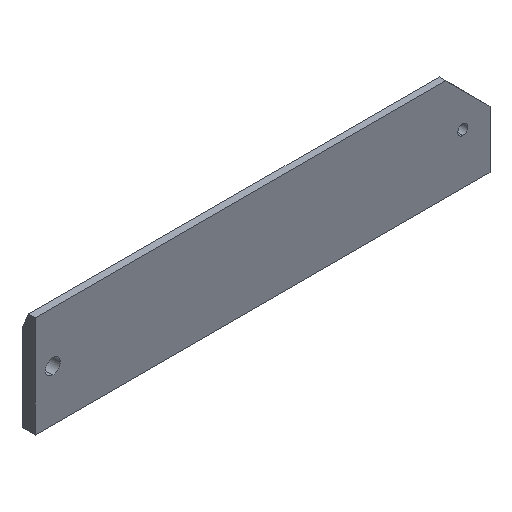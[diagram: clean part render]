
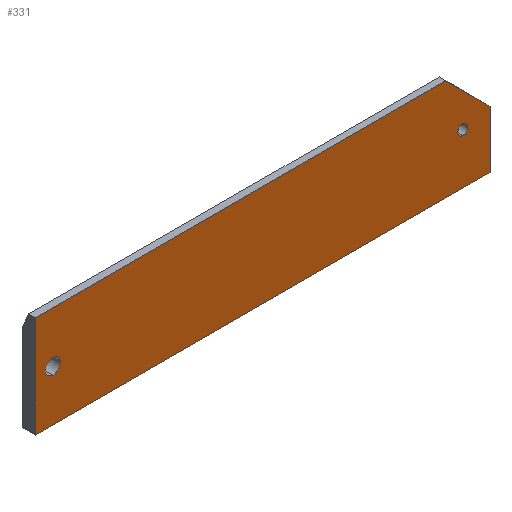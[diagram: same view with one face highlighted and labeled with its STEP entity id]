
A CAD part, isometric view. The second image highlights one B-rep face of the part: STEP entity #331.
In plain terms, the highlighted planar face has unit normal (0, -1, 0).
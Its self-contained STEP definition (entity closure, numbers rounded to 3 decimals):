
#6 = EDGE_CURVE ( 'NONE', #510, #362, #297, .T. ) ;
#11 = VECTOR ( 'NONE', #293, 1000. ) ;
#17 = FACE_BOUND ( 'NONE', #286, .T. ) ;
#26 = VERTEX_POINT ( 'NONE', #68 ) ;
#46 = ORIENTED_EDGE ( 'NONE', *, *, #96, .F. ) ;
#57 = CARTESIAN_POINT ( 'NONE',  ( 0., 0., -23. ) ) ;
#59 = DIRECTION ( 'NONE',  ( 0., 0., -1. ) ) ;
#65 = CARTESIAN_POINT ( 'NONE',  ( 4., 0., -11.5 ) ) ;
#68 = CARTESIAN_POINT ( 'NONE',  ( 93., 0., 0. ) ) ;
#73 = EDGE_CURVE ( 'NONE', #356, #326, #140, .T. ) ;
#81 = VERTEX_POINT ( 'NONE', #238 ) ;
#91 = DIRECTION ( 'NONE',  ( 0.707, 0., -0.707 ) ) ;
#96 = EDGE_CURVE ( 'NONE', #326, #26, #230, .T. ) ;
#97 = ORIENTED_EDGE ( 'NONE', *, *, #243, .F. ) ;
#117 = CARTESIAN_POINT ( 'NONE',  ( 96.85, 0., -11.5 ) ) ;
#120 = AXIS2_PLACEMENT_3D ( 'NONE', #396, #181, #475 ) ;
#122 = CARTESIAN_POINT ( 'NONE',  ( 103., 0., -10. ) ) ;
#140 = LINE ( 'NONE', #456, #320 ) ;
#151 = ORIENTED_EDGE ( 'NONE', *, *, #453, .F. ) ;
#153 = DIRECTION ( 'NONE',  ( 0., 0., -1. ) ) ;
#156 = VERTEX_POINT ( 'NONE', #122 ) ;
#181 = DIRECTION ( 'NONE',  ( 0., -1., 0. ) ) ;
#189 = CARTESIAN_POINT ( 'NONE',  ( 96.85, 0., -10.35 ) ) ;
#193 = CARTESIAN_POINT ( 'NONE',  ( 0., 0., -23. ) ) ;
#212 = PLANE ( 'NONE',  #421 ) ;
#217 = EDGE_CURVE ( 'NONE', #26, #156, #531, .T. ) ;
#219 = CARTESIAN_POINT ( 'NONE',  ( 96.85, 0., -12.65 ) ) ;
#230 = LINE ( 'NONE', #244, #292 ) ;
#238 = CARTESIAN_POINT ( 'NONE',  ( 4., 0., -13.2 ) ) ;
#243 = EDGE_CURVE ( 'NONE', #156, #260, #407, .T. ) ;
#244 = CARTESIAN_POINT ( 'NONE',  ( 0., 0., 0. ) ) ;
#260 = VERTEX_POINT ( 'NONE', #430 ) ;
#270 = ORIENTED_EDGE ( 'NONE', *, *, #73, .F. ) ;
#286 = EDGE_LOOP ( 'NONE', ( #414, #375 ) ) ;
#292 = VECTOR ( 'NONE', #460, 1000. ) ;
#293 = DIRECTION ( 'NONE',  ( 0., 0., -1. ) ) ;
#296 = ORIENTED_EDGE ( 'NONE', *, *, #522, .F. ) ;
#297 = CIRCLE ( 'NONE', #313, 1.15 ) ;
#306 = CARTESIAN_POINT ( 'NONE',  ( 4., 0., -9.8 ) ) ;
#307 = DIRECTION ( 'NONE',  ( 0., -1., 0. ) ) ;
#310 = FACE_OUTER_BOUND ( 'NONE', #466, .T. ) ;
#313 = AXIS2_PLACEMENT_3D ( 'NONE', #117, #450, #316 ) ;
#316 = DIRECTION ( 'NONE',  ( 0., 0., -1. ) ) ;
#320 = VECTOR ( 'NONE', #420, 1000. ) ;
#326 = VERTEX_POINT ( 'NONE', #513 ) ;
#331 = ADVANCED_FACE ( 'NONE', ( #17, #428, #310 ), #212, .T. ) ;
#336 = CARTESIAN_POINT ( 'NONE',  ( 93., 0., 0. ) ) ;
#345 = VECTOR ( 'NONE', #487, 1000. ) ;
#347 = DIRECTION ( 'NONE',  ( 0., -1., 0. ) ) ;
#348 = ORIENTED_EDGE ( 'NONE', *, *, #491, .F. ) ;
#349 = VERTEX_POINT ( 'NONE', #306 ) ;
#356 = VERTEX_POINT ( 'NONE', #57 ) ;
#357 = DIRECTION ( 'NONE',  ( 0., 0., -1. ) ) ;
#362 = VERTEX_POINT ( 'NONE', #219 ) ;
#375 = ORIENTED_EDGE ( 'NONE', *, *, #6, .F. ) ;
#379 = CARTESIAN_POINT ( 'NONE',  ( 103., 0., -10. ) ) ;
#385 = CIRCLE ( 'NONE', #120, 1.7 ) ;
#391 = EDGE_LOOP ( 'NONE', ( #151, #348 ) ) ;
#396 = CARTESIAN_POINT ( 'NONE',  ( 4., 0., -11.5 ) ) ;
#400 = CIRCLE ( 'NONE', #525, 1.15 ) ;
#401 = ORIENTED_EDGE ( 'NONE', *, *, #217, .F. ) ;
#405 = DIRECTION ( 'NONE',  ( 0., -1., 0. ) ) ;
#407 = LINE ( 'NONE', #379, #11 ) ;
#414 = ORIENTED_EDGE ( 'NONE', *, *, #478, .F. ) ;
#420 = DIRECTION ( 'NONE',  ( 0., 0., 1. ) ) ;
#421 = AXIS2_PLACEMENT_3D ( 'NONE', #474, #347, #59 ) ;
#428 = FACE_BOUND ( 'NONE', #391, .T. ) ;
#430 = CARTESIAN_POINT ( 'NONE',  ( 103., 0., -23. ) ) ;
#442 = VECTOR ( 'NONE', #91, 1000. ) ;
#450 = DIRECTION ( 'NONE',  ( 0., -1., 0. ) ) ;
#453 = EDGE_CURVE ( 'NONE', #81, #349, #385, .T. ) ;
#456 = CARTESIAN_POINT ( 'NONE',  ( 0., 0., 0. ) ) ;
#460 = DIRECTION ( 'NONE',  ( 1., 0., 0. ) ) ;
#466 = EDGE_LOOP ( 'NONE', ( #270, #296, #97, #401, #46 ) ) ;
#474 = CARTESIAN_POINT ( 'NONE',  ( 0., 0., 0. ) ) ;
#475 = DIRECTION ( 'NONE',  ( 0., 0., -1. ) ) ;
#478 = EDGE_CURVE ( 'NONE', #362, #510, #400, .T. ) ;
#487 = DIRECTION ( 'NONE',  ( -1., 0., 0. ) ) ;
#491 = EDGE_CURVE ( 'NONE', #349, #81, #544, .T. ) ;
#494 = AXIS2_PLACEMENT_3D ( 'NONE', #65, #405, #357 ) ;
#510 = VERTEX_POINT ( 'NONE', #189 ) ;
#513 = CARTESIAN_POINT ( 'NONE',  ( 0., 0., 0. ) ) ;
#518 = LINE ( 'NONE', #193, #345 ) ;
#522 = EDGE_CURVE ( 'NONE', #260, #356, #518, .T. ) ;
#523 = CARTESIAN_POINT ( 'NONE',  ( 96.85, 0., -11.5 ) ) ;
#525 = AXIS2_PLACEMENT_3D ( 'NONE', #523, #307, #153 ) ;
#531 = LINE ( 'NONE', #336, #442 ) ;
#544 = CIRCLE ( 'NONE', #494, 1.7 ) ;
